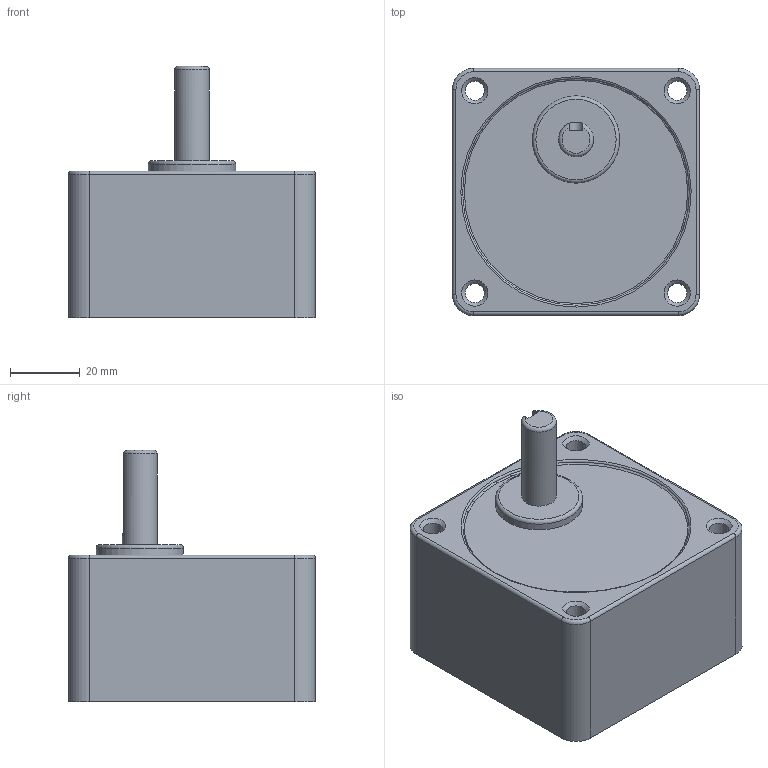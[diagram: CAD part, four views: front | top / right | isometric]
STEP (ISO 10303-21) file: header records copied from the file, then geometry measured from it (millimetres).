
FILE_DESCRIPTION(/* description */ ('Unknown'),/* implementation_level */ '2;1');
FILE_NAME(/* name */ 'Transmotec-Cad-S70A',/* time_stamp */ '2024-11-14T16:40:38+01:00',/* author */ ('Unknown'),/* organization */ ('Unknown'),/* preprocessor_version */ 'ST-DEVELOPER v19.4',/* originating_system */ 'Solid Edge',/* authorisation */ 'Unknown');
FILE_SCHEMA (('AUTOMOTIVE_DESIGN {1 0 10303 214 3 1 1}'));
Length unit declared in the file: millimetre
Products named in the file (3): Transmotec-Cad-S70A; MSBR-2; MSBR-1
Assembly tree (2 placements, depth 2):
  Transmotec-Cad-S70A
    MSBR-2
    MSBR-1
Bounding box: 70.8 x 70.8 x 72 mm (x, y, z)
Volume: 205169.5 mm3; surface area: 26216.5 mm2
Topology: 2 solids, 2 shells, 40 faces, 97 edges, 63 vertices
Faces by surface type: cylinder 15, plane 13, torus 8, cone 4
Full cylindrical faces by diameter (mm): 5.5 x4, 10 x1, 25 x1
Entity records: 1137 total; most frequent: DIRECTION 199, CARTESIAN_POINT 194, ORIENTED_EDGE 148, AXIS2_PLACEMENT_3D 85, EDGE_CURVE 74, EDGE_LOOP 63, FACE_BOUND 63, VERTEX_POINT 53
